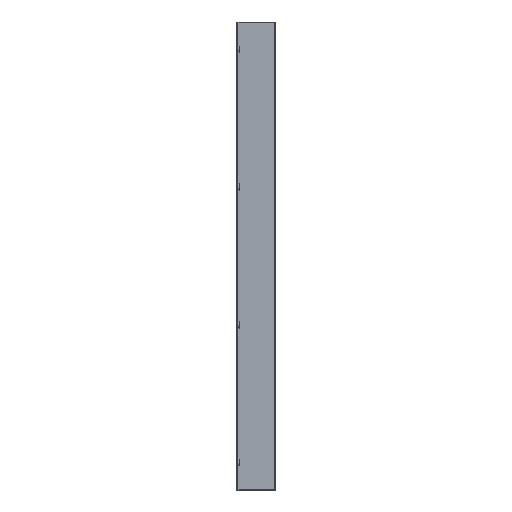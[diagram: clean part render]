
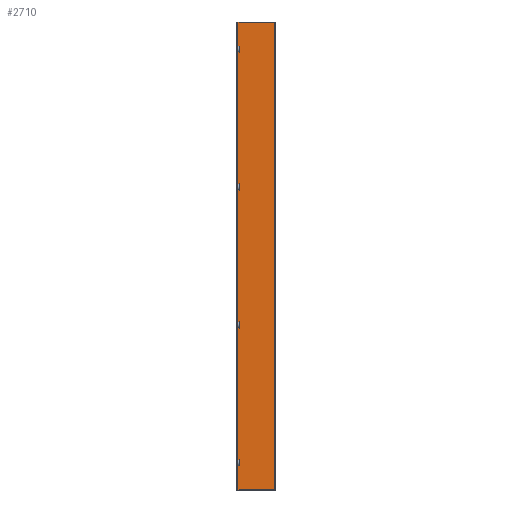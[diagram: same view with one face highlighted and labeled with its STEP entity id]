
A CAD part, front view. The second image highlights one B-rep face of the part: STEP entity #2710.
In plain terms, the highlighted planar face has unit normal (0, -1, 0).
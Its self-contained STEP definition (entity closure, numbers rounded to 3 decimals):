
#616=ORIENTED_EDGE('',*,*,#1057,.F.);
#617=ORIENTED_EDGE('',*,*,#1255,.F.);
#618=ORIENTED_EDGE('',*,*,#1256,.T.);
#619=ORIENTED_EDGE('',*,*,#1257,.T.);
#620=ORIENTED_EDGE('',*,*,#1052,.F.);
#621=ORIENTED_EDGE('',*,*,#1258,.F.);
#622=ORIENTED_EDGE('',*,*,#1259,.T.);
#623=ORIENTED_EDGE('',*,*,#1260,.T.);
#624=ORIENTED_EDGE('',*,*,#1046,.F.);
#625=ORIENTED_EDGE('',*,*,#1261,.F.);
#626=ORIENTED_EDGE('',*,*,#1262,.T.);
#627=ORIENTED_EDGE('',*,*,#1263,.T.);
#628=ORIENTED_EDGE('',*,*,#1077,.F.);
#629=ORIENTED_EDGE('',*,*,#1264,.F.);
#630=ORIENTED_EDGE('',*,*,#1265,.T.);
#631=ORIENTED_EDGE('',*,*,#1266,.T.);
#632=ORIENTED_EDGE('',*,*,#1072,.F.);
#633=ORIENTED_EDGE('',*,*,#1267,.F.);
#634=ORIENTED_EDGE('',*,*,#1268,.T.);
#635=ORIENTED_EDGE('',*,*,#1269,.T.);
#636=ORIENTED_EDGE('',*,*,#1066,.F.);
#637=ORIENTED_EDGE('',*,*,#1270,.F.);
#638=ORIENTED_EDGE('',*,*,#1271,.T.);
#639=ORIENTED_EDGE('',*,*,#1272,.T.);
#640=ORIENTED_EDGE('',*,*,#1273,.T.);
#641=ORIENTED_EDGE('',*,*,#1274,.T.);
#642=ORIENTED_EDGE('',*,*,#1275,.T.);
#643=ORIENTED_EDGE('',*,*,#1276,.T.);
#1046=EDGE_CURVE('',#1444,#1445,#1683,.T.);
#1052=EDGE_CURVE('',#1450,#1425,#1689,.T.);
#1057=EDGE_CURVE('',#1454,#1421,#1694,.T.);
#1066=EDGE_CURVE('',#1462,#1463,#1703,.T.);
#1072=EDGE_CURVE('',#1468,#1433,#1709,.T.);
#1077=EDGE_CURVE('',#1472,#1429,#1714,.T.);
#1255=EDGE_CURVE('',#1575,#1454,#1864,.T.);
#1256=EDGE_CURVE('',#1575,#1576,#1865,.F.);
#1257=EDGE_CURVE('',#1576,#1425,#1866,.T.);
#1258=EDGE_CURVE('',#1577,#1450,#1867,.T.);
#1259=EDGE_CURVE('',#1577,#1578,#1868,.F.);
#1260=EDGE_CURVE('',#1578,#1445,#1869,.T.);
#1261=EDGE_CURVE('',#1579,#1444,#1870,.T.);
#1262=EDGE_CURVE('',#1579,#1580,#1871,.F.);
#1263=EDGE_CURVE('',#1580,#1429,#1872,.T.);
#1264=EDGE_CURVE('',#1581,#1472,#1873,.T.);
#1265=EDGE_CURVE('',#1581,#1582,#1874,.F.);
#1266=EDGE_CURVE('',#1582,#1433,#1875,.T.);
#1267=EDGE_CURVE('',#1583,#1468,#1876,.T.);
#1268=EDGE_CURVE('',#1583,#1584,#1877,.F.);
#1269=EDGE_CURVE('',#1584,#1463,#1878,.T.);
#1270=EDGE_CURVE('',#1585,#1462,#1879,.T.);
#1271=EDGE_CURVE('',#1585,#1586,#1880,.F.);
#1272=EDGE_CURVE('',#1586,#1587,#1881,.T.);
#1273=EDGE_CURVE('',#1587,#1588,#1882,.T.);
#1274=EDGE_CURVE('',#1588,#1589,#1883,.F.);
#1275=EDGE_CURVE('',#1589,#1590,#1884,.F.);
#1276=EDGE_CURVE('',#1590,#1421,#1885,.T.);
#1421=VERTEX_POINT('',#3848);
#1425=VERTEX_POINT('',#3857);
#1429=VERTEX_POINT('',#3866);
#1433=VERTEX_POINT('',#3875);
#1444=VERTEX_POINT('',#3898);
#1445=VERTEX_POINT('',#3900);
#1450=VERTEX_POINT('',#3910);
#1454=VERTEX_POINT('',#3919);
#1462=VERTEX_POINT('',#3936);
#1463=VERTEX_POINT('',#3938);
#1468=VERTEX_POINT('',#3948);
#1472=VERTEX_POINT('',#3957);
#1575=VERTEX_POINT('',#4301);
#1576=VERTEX_POINT('',#4303);
#1577=VERTEX_POINT('',#4306);
#1578=VERTEX_POINT('',#4308);
#1579=VERTEX_POINT('',#4311);
#1580=VERTEX_POINT('',#4313);
#1581=VERTEX_POINT('',#4316);
#1582=VERTEX_POINT('',#4318);
#1583=VERTEX_POINT('',#4321);
#1584=VERTEX_POINT('',#4323);
#1585=VERTEX_POINT('',#4326);
#1586=VERTEX_POINT('',#4328);
#1587=VERTEX_POINT('',#4330);
#1588=VERTEX_POINT('',#4332);
#1589=VERTEX_POINT('',#4334);
#1590=VERTEX_POINT('',#4336);
#1683=LINE('',#3899,#1972);
#1689=LINE('',#3911,#1978);
#1694=LINE('',#3920,#1983);
#1703=LINE('',#3937,#1992);
#1709=LINE('',#3949,#1998);
#1714=LINE('',#3958,#2003);
#1864=LINE('',#4300,#2153);
#1865=LINE('',#4302,#2154);
#1866=LINE('',#4304,#2155);
#1867=LINE('',#4305,#2156);
#1868=LINE('',#4307,#2157);
#1869=LINE('',#4309,#2158);
#1870=LINE('',#4310,#2159);
#1871=LINE('',#4312,#2160);
#1872=LINE('',#4314,#2161);
#1873=LINE('',#4315,#2162);
#1874=LINE('',#4317,#2163);
#1875=LINE('',#4319,#2164);
#1876=LINE('',#4320,#2165);
#1877=LINE('',#4322,#2166);
#1878=LINE('',#4324,#2167);
#1879=LINE('',#4325,#2168);
#1880=LINE('',#4327,#2169);
#1881=LINE('',#4329,#2170);
#1882=LINE('',#4331,#2171);
#1883=LINE('',#4333,#2172);
#1884=LINE('',#4335,#2173);
#1885=LINE('',#4337,#2174);
#1972=VECTOR('',#3100,1000.);
#1978=VECTOR('',#3106,1000.);
#1983=VECTOR('',#3111,1000.);
#1992=VECTOR('',#3120,1000.);
#1998=VECTOR('',#3126,1000.);
#2003=VECTOR('',#3131,1000.);
#2153=VECTOR('',#3461,1000.);
#2154=VECTOR('',#3462,1000.);
#2155=VECTOR('',#3463,1000.);
#2156=VECTOR('',#3464,1000.);
#2157=VECTOR('',#3465,1000.);
#2158=VECTOR('',#3466,1000.);
#2159=VECTOR('',#3467,1000.);
#2160=VECTOR('',#3468,1000.);
#2161=VECTOR('',#3469,1000.);
#2162=VECTOR('',#3470,1000.);
#2163=VECTOR('',#3471,1000.);
#2164=VECTOR('',#3472,1000.);
#2165=VECTOR('',#3473,1000.);
#2166=VECTOR('',#3474,1000.);
#2167=VECTOR('',#3475,1000.);
#2168=VECTOR('',#3476,1000.);
#2169=VECTOR('',#3477,1000.);
#2170=VECTOR('',#3478,1000.);
#2171=VECTOR('',#3479,1000.);
#2172=VECTOR('',#3480,1000.);
#2173=VECTOR('',#3481,1000.);
#2174=VECTOR('',#3482,1000.);
#2325=EDGE_LOOP('',(#616,#617,#618,#619,#620,#621,#622,#623,#624,#625,#626,
#627,#628,#629,#630,#631,#632,#633,#634,#635,#636,#637,#638,#639,#640,#641,
#642,#643));
#2490=FACE_BOUND('',#2325,.T.);
#2613=PLANE('',#2911);
#2710=ADVANCED_FACE('',(#2490),#2613,.T.);
#2911=AXIS2_PLACEMENT_3D('',#4299,#3459,#3460);
#3100=DIRECTION('',(0.,0.,1.));
#3106=DIRECTION('',(0.,0.,1.));
#3111=DIRECTION('',(0.,0.,1.));
#3120=DIRECTION('',(0.,0.,1.));
#3126=DIRECTION('',(0.,0.,1.));
#3131=DIRECTION('',(0.,0.,1.));
#3459=DIRECTION('',(0.,-1.,0.));
#3460=DIRECTION('',(1.,0.,0.));
#3461=DIRECTION('',(-1.,0.,0.));
#3462=DIRECTION('',(0.,0.,1.));
#3463=DIRECTION('',(-1.,0.,0.));
#3464=DIRECTION('',(-1.,0.,0.));
#3465=DIRECTION('',(0.,0.,1.));
#3466=DIRECTION('',(-1.,0.,0.));
#3467=DIRECTION('',(-1.,0.,0.));
#3468=DIRECTION('',(0.,0.,1.));
#3469=DIRECTION('',(-1.,0.,0.));
#3470=DIRECTION('',(-1.,0.,0.));
#3471=DIRECTION('',(0.,0.,1.));
#3472=DIRECTION('',(-1.,0.,0.));
#3473=DIRECTION('',(-1.,0.,0.));
#3474=DIRECTION('',(0.,0.,1.));
#3475=DIRECTION('',(-1.,0.,0.));
#3476=DIRECTION('',(-1.,0.,0.));
#3477=DIRECTION('',(0.,0.,1.));
#3478=DIRECTION('',(1.,0.,0.));
#3479=DIRECTION('',(0.,0.,1.));
#3480=DIRECTION('',(1.,0.,0.));
#3481=DIRECTION('',(0.,0.,1.));
#3482=DIRECTION('',(-1.,0.,0.));
#3848=CARTESIAN_POINT('',(3.,13.8,570.));
#3857=CARTESIAN_POINT('',(3.,13.8,344.));
#3866=CARTESIAN_POINT('',(3.,13.8,-108.));
#3875=CARTESIAN_POINT('',(3.,13.8,-334.));
#3898=CARTESIAN_POINT('',(3.,13.8,108.));
#3899=CARTESIAN_POINT('',(3.,13.8,107.8));
#3900=CARTESIAN_POINT('',(3.,13.8,118.));
#3910=CARTESIAN_POINT('',(3.,13.8,334.));
#3911=CARTESIAN_POINT('',(3.,13.8,0.));
#3919=CARTESIAN_POINT('',(3.,13.8,560.));
#3920=CARTESIAN_POINT('',(3.,13.8,0.));
#3936=CARTESIAN_POINT('',(3.,13.8,-570.));
#3937=CARTESIAN_POINT('',(3.,13.8,0.));
#3938=CARTESIAN_POINT('',(3.,13.8,-560.));
#3948=CARTESIAN_POINT('',(3.,13.8,-344.));
#3949=CARTESIAN_POINT('',(3.,13.8,0.));
#3957=CARTESIAN_POINT('',(3.,13.8,-118.));
#3958=CARTESIAN_POINT('',(3.,13.8,0.));
#4299=CARTESIAN_POINT('',(3.,13.8,-600.));
#4300=CARTESIAN_POINT('',(3.,13.8,560.));
#4301=CARTESIAN_POINT('',(3.3,13.8,560.));
#4302=CARTESIAN_POINT('',(3.3,13.8,-600.));
#4303=CARTESIAN_POINT('',(3.3,13.8,344.));
#4304=CARTESIAN_POINT('',(3.,13.8,344.));
#4305=CARTESIAN_POINT('',(3.,13.8,334.));
#4306=CARTESIAN_POINT('',(3.3,13.8,334.));
#4307=CARTESIAN_POINT('',(3.3,13.8,-600.));
#4308=CARTESIAN_POINT('',(3.3,13.8,118.));
#4309=CARTESIAN_POINT('',(3.,13.8,118.));
#4310=CARTESIAN_POINT('',(3.,13.8,108.));
#4311=CARTESIAN_POINT('',(3.3,13.8,108.));
#4312=CARTESIAN_POINT('',(3.3,13.8,-600.));
#4313=CARTESIAN_POINT('',(3.3,13.8,-108.));
#4314=CARTESIAN_POINT('',(3.,13.8,-108.));
#4315=CARTESIAN_POINT('',(3.,13.8,-118.));
#4316=CARTESIAN_POINT('',(3.3,13.8,-118.));
#4317=CARTESIAN_POINT('',(3.3,13.8,-600.));
#4318=CARTESIAN_POINT('',(3.3,13.8,-334.));
#4319=CARTESIAN_POINT('',(3.,13.8,-334.));
#4320=CARTESIAN_POINT('',(3.,13.8,-344.));
#4321=CARTESIAN_POINT('',(3.3,13.8,-344.));
#4322=CARTESIAN_POINT('',(3.3,13.8,-600.));
#4323=CARTESIAN_POINT('',(3.3,13.8,-560.));
#4324=CARTESIAN_POINT('',(3.,13.8,-560.));
#4325=CARTESIAN_POINT('',(3.,13.8,-570.));
#4326=CARTESIAN_POINT('',(3.3,13.8,-570.));
#4327=CARTESIAN_POINT('',(3.3,13.8,-600.));
#4328=CARTESIAN_POINT('',(3.3,13.8,-599.7));
#4329=CARTESIAN_POINT('',(97.5,13.8,-599.7));
#4330=CARTESIAN_POINT('',(97.5,13.8,-599.7));
#4331=CARTESIAN_POINT('',(97.5,13.8,-600.));
#4332=CARTESIAN_POINT('',(97.5,13.8,599.7));
#4333=CARTESIAN_POINT('',(3.,13.8,599.7));
#4334=CARTESIAN_POINT('',(3.3,13.8,599.7));
#4335=CARTESIAN_POINT('',(3.3,13.8,-600.));
#4336=CARTESIAN_POINT('',(3.3,13.8,570.));
#4337=CARTESIAN_POINT('',(3.,13.8,570.));
